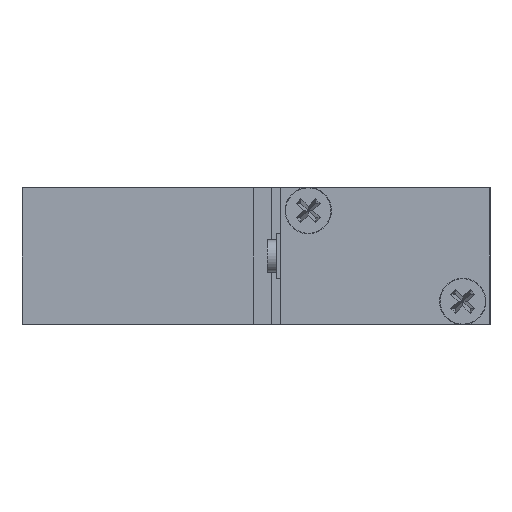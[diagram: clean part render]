
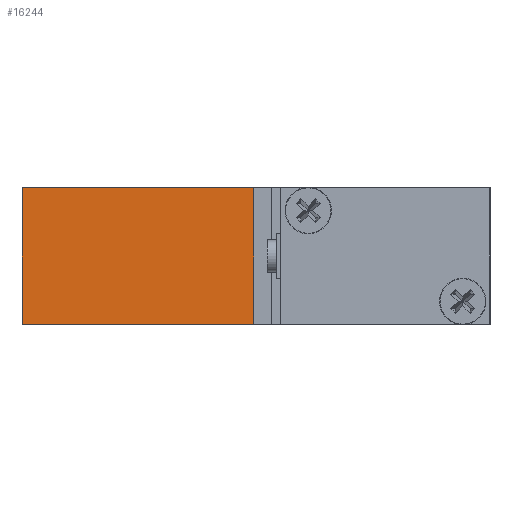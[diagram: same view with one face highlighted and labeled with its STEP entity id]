
A CAD part, left-side view. The second image highlights one B-rep face of the part: STEP entity #16244.
In plain terms, the highlighted planar face has unit normal (-1, 0, 0).
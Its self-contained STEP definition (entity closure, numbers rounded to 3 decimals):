
#793 = CARTESIAN_POINT ( 'NONE',  ( 9.9, 40., -7.5 ) ) ;
#1019 = CARTESIAN_POINT ( 'NONE',  ( 9.9, 14.5, -7.5 ) ) ;
#1031 = CARTESIAN_POINT ( 'NONE',  ( 9.9, 14.5, 7.5 ) ) ;
#1042 = CARTESIAN_POINT ( 'NONE',  ( 9.9, 40., 7.5 ) ) ;
#1123 = ORIENTED_EDGE ( 'NONE', *, *, #9379, .T. ) ;
#1127 = ORIENTED_EDGE ( 'NONE', *, *, #9395, .F. ) ;
#1128 = ORIENTED_EDGE ( 'NONE', *, *, #9406, .F. ) ;
#1244 = ORIENTED_EDGE ( 'NONE', *, *, #9367, .T. ) ;
#3124 = LINE ( 'NONE', #12219, #3125 ) ;
#3125 = VECTOR ( 'NONE', #12218, 1000. ) ;
#3148 = LINE ( 'NONE', #12178, #3149 ) ;
#3149 = VECTOR ( 'NONE', #12177, 1000. ) ;
#3180 = LINE ( 'NONE', #12128, #3181 ) ;
#3181 = VECTOR ( 'NONE', #12127, 1000. ) ;
#3200 = LINE ( 'NONE', #12089, #3201 ) ;
#3201 = VECTOR ( 'NONE', #12088, 1000. ) ;
#4172 = FACE_OUTER_BOUND ( 'NONE', #7147, .T. ) ;
#5518 = AXIS2_PLACEMENT_3D ( 'NONE', #7526, #7523, #7522 ) ;
#7147 = EDGE_LOOP ( 'NONE', ( #1244, #1127, #1128, #1123 ) ) ;
#7522 = DIRECTION ( 'NONE',  ( 0., 0., -1. ) ) ;
#7523 = DIRECTION ( 'NONE',  ( 1., 0., 0. ) ) ;
#7526 = CARTESIAN_POINT ( 'NONE',  ( 9.9, 40., 0. ) ) ;
#7531 = PLANE ( 'NONE',  #5518 ) ;
#9367 = EDGE_CURVE ( 'NONE', #15323, #15321, #3124, .T. ) ;
#9379 = EDGE_CURVE ( 'NONE', #15261, #15323, #3148, .T. ) ;
#9395 = EDGE_CURVE ( 'NONE', #15283, #15321, #3180, .T. ) ;
#9406 = EDGE_CURVE ( 'NONE', #15261, #15283, #3200, .T. ) ;
#12088 = DIRECTION ( 'NONE',  ( 0., 0., 1. ) ) ;
#12089 = CARTESIAN_POINT ( 'NONE',  ( 9.9, 40., 0. ) ) ;
#12127 = DIRECTION ( 'NONE',  ( 0., -1., 0. ) ) ;
#12128 = CARTESIAN_POINT ( 'NONE',  ( 9.9, 40., 7.5 ) ) ;
#12177 = DIRECTION ( 'NONE',  ( 0., -1., 0. ) ) ;
#12178 = CARTESIAN_POINT ( 'NONE',  ( 9.9, 40., -7.5 ) ) ;
#12218 = DIRECTION ( 'NONE',  ( 0., 0., 1. ) ) ;
#12219 = CARTESIAN_POINT ( 'NONE',  ( 9.9, 14.5, 0. ) ) ;
#15261 = VERTEX_POINT ( 'NONE', #793 ) ;
#15283 = VERTEX_POINT ( 'NONE', #1042 ) ;
#15321 = VERTEX_POINT ( 'NONE', #1031 ) ;
#15323 = VERTEX_POINT ( 'NONE', #1019 ) ;
#16244 = ADVANCED_FACE ( 'NONE', ( #4172 ), #7531, .F. ) ;
